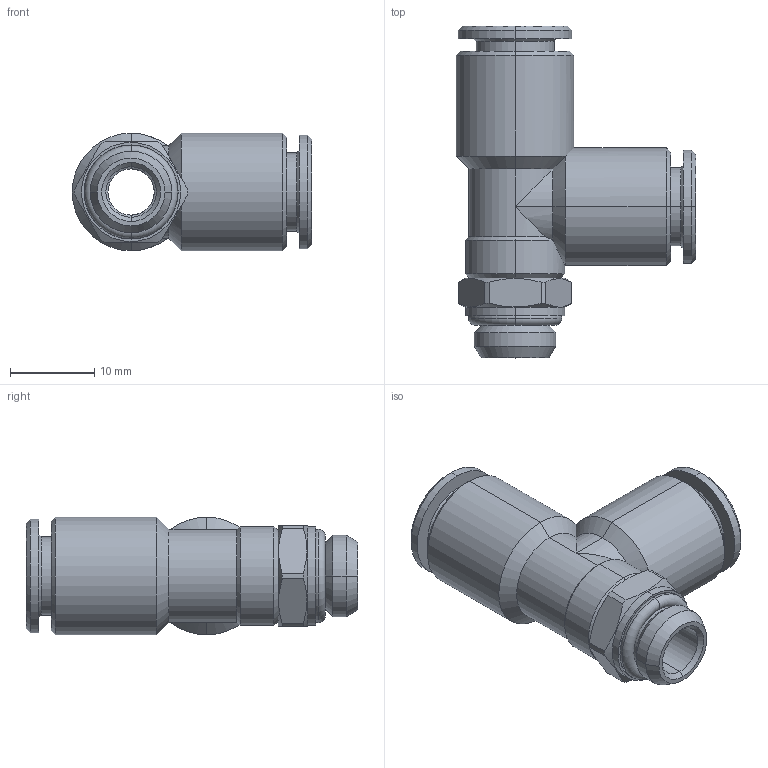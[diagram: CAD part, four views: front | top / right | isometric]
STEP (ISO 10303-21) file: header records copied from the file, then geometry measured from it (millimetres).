
FILE_DESCRIPTION (( 'STEP AP203' ), '1' );
FILE_NAME ('B0140041.STEP', '2011-04-13T06:54:04', ( '' ), ( 'sopra-pneumatic' ), 'SwSTEP 2.0', 'SolidWorks 2009', '' );
FILE_SCHEMA (( 'CONFIG_CONTROL_DESIGN' ));
Length unit declared in the file: millimetre
Products named in the file (1): B0140041
Bounding box: 28.5 x 39.5 x 14 mm (x, y, z)
Volume: 4598 mm3; surface area: 4294.2 mm2
Topology: 2 solids, 4 shells, 134 faces, 300 edges, 180 vertices
Faces by surface type: cylinder 57, cone 43, plane 30, torus 4
Entity records: 3918 total; most frequent: CARTESIAN_POINT 834, DIRECTION 669, ORIENTED_EDGE 600, EDGE_CURVE 300, AXIS2_PLACEMENT_3D 274, VERTEX_POINT 180, EDGE_LOOP 146, CIRCLE 139
